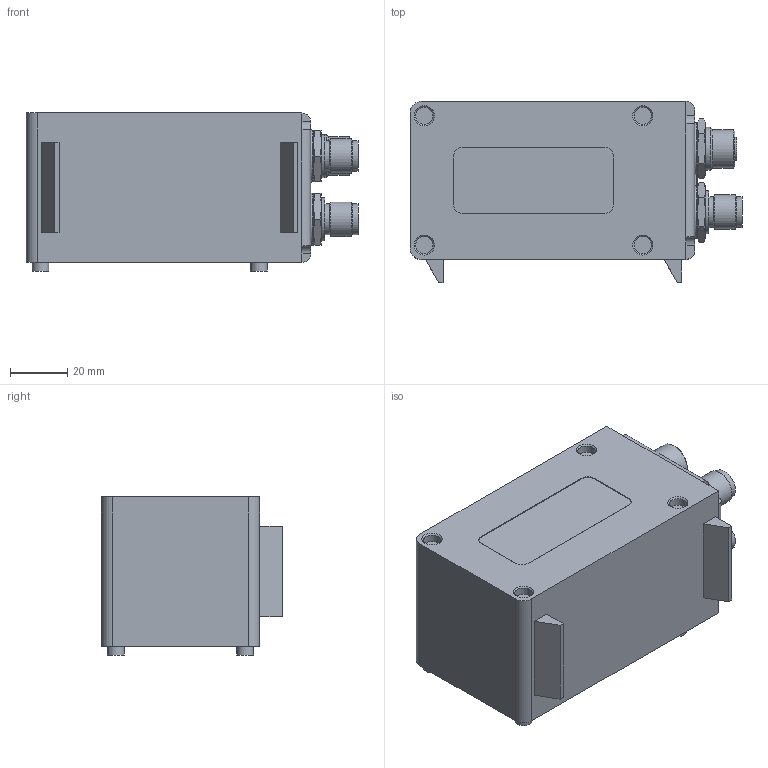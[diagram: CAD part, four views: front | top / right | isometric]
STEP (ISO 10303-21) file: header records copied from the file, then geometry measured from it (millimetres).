
FILE_DESCRIPTION(/* description */ ('MODULO PROFIBUS 32 IN/OUT OPTYMA32-S'),/* implementation_level */ '2;1');
FILE_NAME(/* name */ '5322_32S.stp',/* time_stamp */ '2016-04-27T09:43:06+02:00',/* author */ ('Maniean1'),/* organization */ ('Pneumax S.p.A.'),/* preprocessor_version */ 'ST-DEVELOPER v15.2',/* originating_system */ 'Autodesk Inventor 2014',/* authorisation */ '');
FILE_SCHEMA (('AUTOMOTIVE_DESIGN { 1 0 10303 214 3 1 1 }'));
Length unit declared in the file: millimetre
Products named in the file (1): 5322_32S
Bounding box: 115.5 x 63 x 55 mm (x, y, z)
Volume: 288674.8 mm3; surface area: 31888.9 mm2
Topology: 1 solids, 1 shells, 208 faces, 449 edges, 286 vertices
Faces by surface type: plane 117, cylinder 71, cone 16, torus 4
Full cylindrical faces by diameter (mm): 1 x9, 1.1 x5, 5.8 x4, 6 x4, 8.1 x1, 10.7 x4, 11 x1, 12 x2, 13.4 x1, 15 x3, 18 x2
Entity records: 5574 total; most frequent: CARTESIAN_POINT 960, DIRECTION 936, ORIENTED_EDGE 788, EDGE_CURVE 394, AXIS2_PLACEMENT_3D 369, EDGE_LOOP 305, VERTEX_POINT 285, ADVANCED_FACE 208
